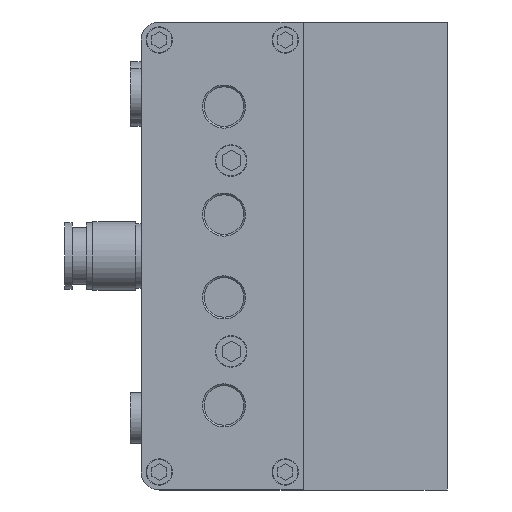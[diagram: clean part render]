
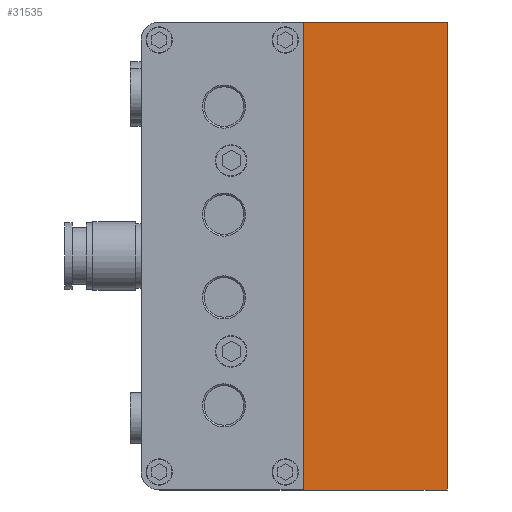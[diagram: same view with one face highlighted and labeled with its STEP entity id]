
A CAD part, left-side view. The second image highlights one B-rep face of the part: STEP entity #31535.
In plain terms, the highlighted planar face has unit normal (-1, 0, 0).
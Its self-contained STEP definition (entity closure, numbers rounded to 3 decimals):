
#1596 = EDGE_CURVE ( 'NONE', #18823, #24212, #5297, .T. ) ;
#1677 = DIRECTION ( 'NONE',  ( 0., 1., 0. ) ) ;
#2073 = CARTESIAN_POINT ( 'NONE',  ( -248., 0., 65. ) ) ;
#2746 = VECTOR ( 'NONE', #19789, 1000. ) ;
#3643 = LINE ( 'NONE', #22295, #2746 ) ;
#4843 = VERTEX_POINT ( 'NONE', #16316 ) ;
#5297 = LINE ( 'NONE', #2073, #14155 ) ;
#6042 = CARTESIAN_POINT ( 'NONE',  ( -248., 0., 65. ) ) ;
#7063 = LINE ( 'NONE', #31976, #23889 ) ;
#7182 = CARTESIAN_POINT ( 'NONE',  ( -248., -40., 65. ) ) ;
#7710 = PLANE ( 'NONE',  #25001 ) ;
#12211 = ORIENTED_EDGE ( 'NONE', *, *, #32165, .T. ) ;
#13377 = LINE ( 'NONE', #29056, #20692 ) ;
#13479 = ORIENTED_EDGE ( 'NONE', *, *, #17567, .F. ) ;
#13791 = FACE_OUTER_BOUND ( 'NONE', #34915, .T. ) ;
#14155 = VECTOR ( 'NONE', #24490, 1000. ) ;
#16316 = CARTESIAN_POINT ( 'NONE',  ( -248., -40., -65. ) ) ;
#17567 = EDGE_CURVE ( 'NONE', #4843, #24212, #13377, .T. ) ;
#18823 = VERTEX_POINT ( 'NONE', #6042 ) ;
#19495 = ORIENTED_EDGE ( 'NONE', *, *, #1596, .T. ) ;
#19709 = CARTESIAN_POINT ( 'NONE',  ( -248., 0., -65. ) ) ;
#19789 = DIRECTION ( 'NONE',  ( 0., 0., -1. ) ) ;
#20208 = VERTEX_POINT ( 'NONE', #7182 ) ;
#20692 = VECTOR ( 'NONE', #35086, 1000. ) ;
#22295 = CARTESIAN_POINT ( 'NONE',  ( -248., -40., 65. ) ) ;
#22568 = ORIENTED_EDGE ( 'NONE', *, *, #22783, .F. ) ;
#22783 = EDGE_CURVE ( 'NONE', #20208, #4843, #3643, .T. ) ;
#23889 = VECTOR ( 'NONE', #1677, 1000. ) ;
#24212 = VERTEX_POINT ( 'NONE', #19709 ) ;
#24490 = DIRECTION ( 'NONE',  ( 0., 0., -1. ) ) ;
#25001 = AXIS2_PLACEMENT_3D ( 'NONE', #29410, #26906, #29589 ) ;
#26906 = DIRECTION ( 'NONE',  ( 1., 0., 0. ) ) ;
#29056 = CARTESIAN_POINT ( 'NONE',  ( -248., -40., -65. ) ) ;
#29410 = CARTESIAN_POINT ( 'NONE',  ( -248., -40., 65. ) ) ;
#29589 = DIRECTION ( 'NONE',  ( 0., 0., -1. ) ) ;
#31535 = ADVANCED_FACE ( 'NONE', ( #13791 ), #7710, .F. ) ;
#31976 = CARTESIAN_POINT ( 'NONE',  ( -248., -40., 65. ) ) ;
#32165 = EDGE_CURVE ( 'NONE', #20208, #18823, #7063, .T. ) ;
#34915 = EDGE_LOOP ( 'NONE', ( #19495, #13479, #22568, #12211 ) ) ;
#35086 = DIRECTION ( 'NONE',  ( 0., 1., 0. ) ) ;
